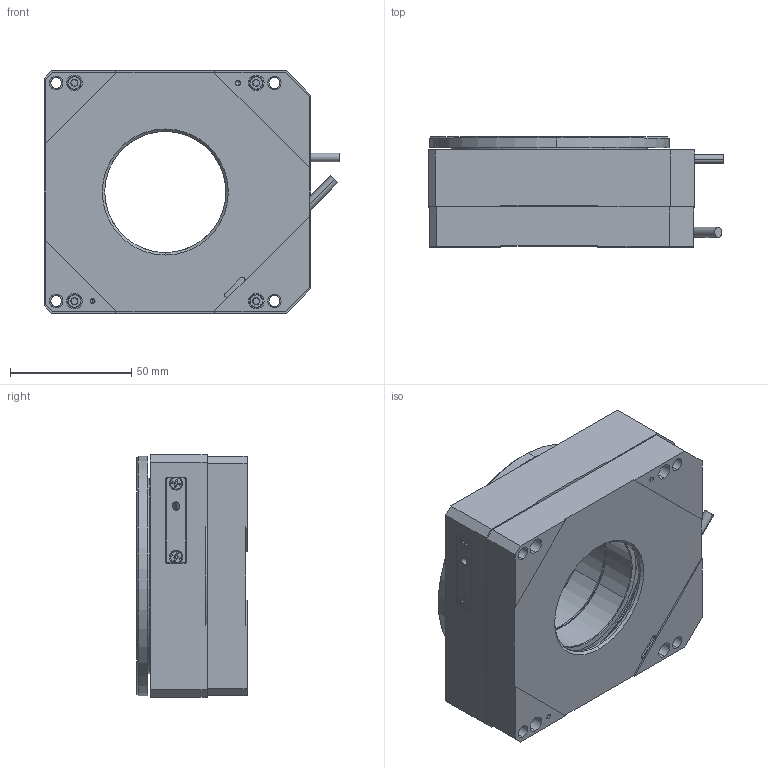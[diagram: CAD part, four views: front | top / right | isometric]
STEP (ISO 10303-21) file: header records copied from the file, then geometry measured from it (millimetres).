
FILE_DESCRIPTION (( 'STEP AP214' ), '1' );
FILE_NAME ('PR-100PM-11200.STEP', '2020-03-02T18:37:54', ( '' ), ( '' ), 'SwSTEP 2.0', 'SolidWorks 2018', '' );
FILE_SCHEMA (( 'AUTOMOTIVE_DESIGN' ));
Length unit declared in the file: millimetre
Products named in the file (16): SCREW, SHCS-S, M-DIN_M2 x 0.4 x 08mm.STEP; PR-100PM-11200; 431227 PR-100PM, Motor Cover, Back.STEP; 4.25mm Dia Cable.STEP; 431229 PR-100PM, Bearing Preload Plate.STEP; 3.5mm Dia Cable_20mm.STEP; 431228 PR-100PM, Carriage.STEP; 431230 PR-100PM, Rotor.STEP; 431234 PR-100PM, Encoder Cover Plate.STEP; SCREW, MS-PFH, M-DIN_M2.5 x 0.45 x 06mm.STEP; 431232 PR-100PM, Bearing Clamp, Scale Mount, Renishaw RESx_Closed Loop, 75mm Renishaw Scale.STEP; 431226 PR-100PM, Motor and Limit Cover.STEP; SCREW, SHCS-S, M-DIN_M2 x 0.4 x 06mm.STEP; 431225 PR-100PM, Base_Piezo Motor.STEP; SCREW, SHCS-S, M-DIN_M2 x 0.4 x 04mm.STEP; SCREW, SHCS-S, M-DIN_M3 x 0.5 x 12mm.STEP
Assembly tree (36 placements, depth 2):
  PR-100PM-11200
    431225 PR-100PM, Base_Piezo Motor.STEP
    431230 PR-100PM, Rotor.STEP
    431229 PR-100PM, Bearing Preload Plate.STEP
    431228 PR-100PM, Carriage.STEP
    431232 PR-100PM, Bearing Clamp, Scale Mount, Renishaw RESx_Closed Loop, 75mm Renishaw Scale.STEP
    431234 PR-100PM, Encoder Cover Plate.STEP
    SCREW, SHCS-S, M-DIN_M3 x 0.5 x 12mm.STEP  x4
    SCREW, SHCS-S, M-DIN_M2 x 0.4 x 04mm.STEP  x6
    SCREW, SHCS-S, M-DIN_M2 x 0.4 x 06mm.STEP  x6
    3.5mm Dia Cable_20mm.STEP
    SCREW, MS-PFH, M-DIN_M2.5 x 0.45 x 06mm.STEP  x4
    431226 PR-100PM, Motor and Limit Cover.STEP
    431227 PR-100PM, Motor Cover, Back.STEP
    SCREW, SHCS-S, M-DIN_M2 x 0.4 x 08mm.STEP  x6
    4.25mm Dia Cable.STEP
Bounding box: 122.02 x 45.45 x 100 mm (x, y, z)
Volume: 285031.3 mm3; surface area: 115743.5 mm2
Topology: 36 solids, 36 shells, 1319 faces, 2977 edges, 1811 vertices
Faces by surface type: plane 489, cylinder 454, torus 194, cone 182
Entity records: 24922 total; most frequent: CARTESIAN_POINT 4421, DIRECTION 4408, ORIENTED_EDGE 3782, EDGE_CURVE 1891, AXIS2_PLACEMENT_3D 1742, VERTEX_POINT 1205, EDGE_LOOP 998, VECTOR 924
